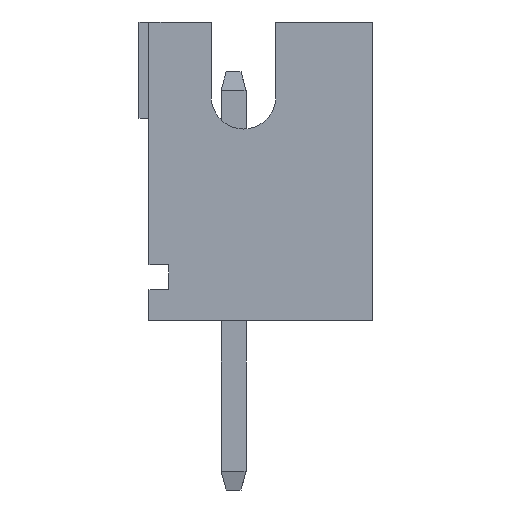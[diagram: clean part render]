
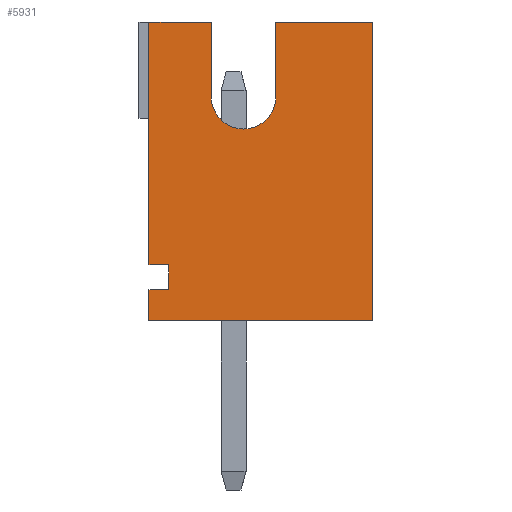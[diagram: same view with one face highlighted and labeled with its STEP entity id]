
A CAD part, left-side view. The second image highlights one B-rep face of the part: STEP entity #5931.
In plain terms, the highlighted planar face has unit normal (-1, 0, 0).
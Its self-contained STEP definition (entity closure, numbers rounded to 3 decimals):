
#19=CIRCLE('',#6239,0.65);
#249=FACE_OUTER_BOUND('',#586,.T.);
#586=EDGE_LOOP('',(#4644,#4645,#4646,#4647,#4648,#4649,#4650,#4651,#4652,
#4653,#4654,#4655));
#963=LINE('',#8318,#1743);
#1007=LINE('',#8410,#1787);
#1193=LINE('',#8782,#1973);
#1229=LINE('',#8856,#2009);
#1230=LINE('',#8859,#2010);
#1246=LINE('',#8890,#2026);
#1248=LINE('',#8895,#2028);
#1255=LINE('',#8911,#2035);
#1257=LINE('',#8914,#2037);
#1259=LINE('',#8918,#2039);
#1284=LINE('',#8969,#2064);
#1743=VECTOR('',#6828,6.);
#1787=VECTOR('',#6888,4.875);
#1973=VECTOR('',#7186,1.25);
#2009=VECTOR('',#7256,1.95);
#2010=VECTOR('',#7259,4.5);
#2026=VECTOR('',#7293,1.5);
#2028=VECTOR('',#7297,1.5);
#2035=VECTOR('',#7318,0.5);
#2037=VECTOR('',#7322,0.4);
#2039=VECTOR('',#7326,0.4);
#2064=VECTOR('',#7355,0.625);
#2437=VERTEX_POINT('',#8315);
#2438=VERTEX_POINT('',#8317);
#2477=VERTEX_POINT('',#8407);
#2478=VERTEX_POINT('',#8409);
#2608=VERTEX_POINT('',#8781);
#2629=VERTEX_POINT('',#8854);
#2630=VERTEX_POINT('',#8858);
#2636=VERTEX_POINT('',#8888);
#2638=VERTEX_POINT('',#8894);
#2639=VERTEX_POINT('',#8908);
#2640=VERTEX_POINT('',#8910);
#2641=VERTEX_POINT('',#8916);
#3030=EDGE_CURVE('',#2438,#2437,#963,.T.);
#3074=EDGE_CURVE('',#2477,#2478,#1007,.T.);
#3260=EDGE_CURVE('',#2478,#2608,#1193,.T.);
#3298=EDGE_CURVE('',#2629,#2437,#1229,.T.);
#3299=EDGE_CURVE('',#2630,#2438,#1230,.T.);
#3315=EDGE_CURVE('',#2629,#2636,#1246,.T.);
#3317=EDGE_CURVE('',#2638,#2608,#1248,.T.);
#3320=EDGE_CURVE('',#2636,#2638,#19,.T.);
#3326=EDGE_CURVE('',#2640,#2639,#1255,.T.);
#3328=EDGE_CURVE('',#2477,#2640,#1257,.T.);
#3330=EDGE_CURVE('',#2639,#2641,#1259,.T.);
#3355=EDGE_CURVE('',#2630,#2641,#1284,.T.);
#4644=ORIENTED_EDGE('',*,*,#3317,.T.);
#4645=ORIENTED_EDGE('',*,*,#3260,.F.);
#4646=ORIENTED_EDGE('',*,*,#3074,.F.);
#4647=ORIENTED_EDGE('',*,*,#3328,.T.);
#4648=ORIENTED_EDGE('',*,*,#3326,.T.);
#4649=ORIENTED_EDGE('',*,*,#3330,.T.);
#4650=ORIENTED_EDGE('',*,*,#3355,.F.);
#4651=ORIENTED_EDGE('',*,*,#3299,.T.);
#4652=ORIENTED_EDGE('',*,*,#3030,.T.);
#4653=ORIENTED_EDGE('',*,*,#3298,.F.);
#4654=ORIENTED_EDGE('',*,*,#3315,.T.);
#4655=ORIENTED_EDGE('',*,*,#3320,.T.);
#5314=PLANE('',#6247);
#5931=ADVANCED_FACE('',(#249),#5314,.T.);
#6239=AXIS2_PLACEMENT_3D('',#8899,#7303,#7304);
#6247=AXIS2_PLACEMENT_3D('',#8968,#7353,#7354);
#6828=DIRECTION('',(0.,0.,1.));
#6888=DIRECTION('',(0.,0.,1.));
#7186=DIRECTION('',(0.,-1.,0.));
#7256=DIRECTION('',(0.,-1.,0.));
#7259=DIRECTION('',(0.,-1.,0.));
#7293=DIRECTION('',(0.,0.,-1.));
#7297=DIRECTION('',(0.,0.,1.));
#7303=DIRECTION('center_axis',(1.,0.,0.));
#7304=DIRECTION('ref_axis',(0.,-1.,0.));
#7318=DIRECTION('',(0.,0.,-1.));
#7322=DIRECTION('',(0.,-1.,0.));
#7326=DIRECTION('',(0.,1.,0.));
#7353=DIRECTION('center_axis',(-1.,0.,0.));
#7354=DIRECTION('ref_axis',(0.,-1.,0.));
#7355=DIRECTION('',(0.,0.,1.));
#8315=CARTESIAN_POINT('',(-6.95,-2.8,6.));
#8317=CARTESIAN_POINT('',(-6.95,-2.8,0.));
#8318=CARTESIAN_POINT('',(-6.95,-2.8,0.225));
#8407=CARTESIAN_POINT('',(-6.95,1.7,1.125));
#8409=CARTESIAN_POINT('',(-6.95,1.7,6.));
#8410=CARTESIAN_POINT('',(-6.95,1.7,0.3));
#8781=CARTESIAN_POINT('',(-6.95,0.45,6.));
#8782=CARTESIAN_POINT('',(-6.95,1.7,6.));
#8854=CARTESIAN_POINT('',(-6.95,-0.85,6.));
#8856=CARTESIAN_POINT('',(-6.95,1.7,6.));
#8858=CARTESIAN_POINT('',(-6.95,1.7,0.));
#8859=CARTESIAN_POINT('',(-6.95,1.7,0.));
#8888=CARTESIAN_POINT('',(-6.95,-0.85,4.5));
#8890=CARTESIAN_POINT('',(-6.95,-0.85,3.15));
#8894=CARTESIAN_POINT('',(-6.95,0.45,4.5));
#8895=CARTESIAN_POINT('',(-6.95,0.45,2.4));
#8899=CARTESIAN_POINT('Origin',(-6.95,-0.2,4.5));
#8908=CARTESIAN_POINT('',(-6.95,1.3,0.625));
#8910=CARTESIAN_POINT('',(-6.95,1.3,1.125));
#8911=CARTESIAN_POINT('',(-6.95,1.3,0.713));
#8914=CARTESIAN_POINT('',(-6.95,1.7,1.125));
#8916=CARTESIAN_POINT('',(-6.95,1.7,0.625));
#8918=CARTESIAN_POINT('',(-6.95,1.5,0.625));
#8968=CARTESIAN_POINT('Origin',(-6.95,1.7,0.3));
#8969=CARTESIAN_POINT('',(-6.95,1.7,0.));
